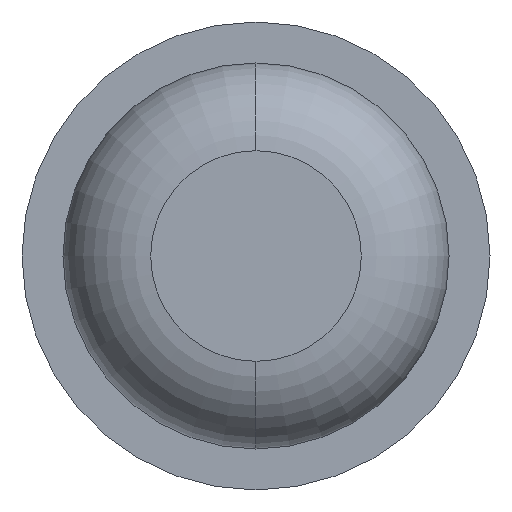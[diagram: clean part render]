
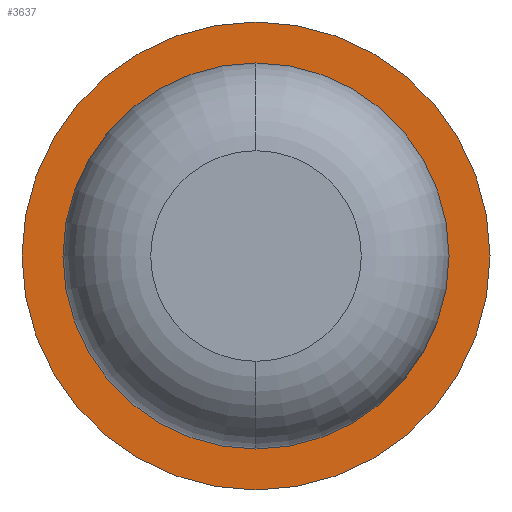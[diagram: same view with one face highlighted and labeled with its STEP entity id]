
A CAD part, front view. The second image highlights one B-rep face of the part: STEP entity #3637.
In plain terms, the highlighted planar face has unit normal (0, -1, 0).
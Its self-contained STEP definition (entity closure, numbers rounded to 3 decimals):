
#70 = CARTESIAN_POINT ( 'NONE',  ( 0.825, -3., 0. ) ) ;
#167 = DIRECTION ( 'NONE',  ( 0., 1., 0. ) ) ;
#216 = VERTEX_POINT ( 'NONE', #4282 ) ;
#259 = CIRCLE ( 'NONE', #1714, 0.825 ) ;
#359 = DIRECTION ( 'NONE',  ( -1., 0., 0. ) ) ;
#400 = EDGE_LOOP ( 'NONE', ( #2838, #3278 ) ) ;
#407 = AXIS2_PLACEMENT_3D ( 'NONE', #3057, #167, #473 ) ;
#420 = FACE_BOUND ( 'NONE', #400, .T. ) ;
#422 = DIRECTION ( 'NONE',  ( 0., 1., 0. ) ) ;
#473 = DIRECTION ( 'NONE',  ( -1., 0., 0. ) ) ;
#628 = DIRECTION ( 'NONE',  ( 0., 1., 0. ) ) ;
#687 = CARTESIAN_POINT ( 'NONE',  ( -1., -3., 0. ) ) ;
#716 = CARTESIAN_POINT ( 'NONE',  ( 0., -3., 0. ) ) ;
#1075 = VERTEX_POINT ( 'NONE', #1316 ) ;
#1086 = DIRECTION ( 'NONE',  ( 0., 1., 0. ) ) ;
#1316 = CARTESIAN_POINT ( 'NONE',  ( 1., -3., 0. ) ) ;
#1410 = FACE_OUTER_BOUND ( 'NONE', #1948, .T. ) ;
#1665 = VERTEX_POINT ( 'NONE', #687 ) ;
#1678 = ORIENTED_EDGE ( 'NONE', *, *, #3136, .F. ) ;
#1714 = AXIS2_PLACEMENT_3D ( 'NONE', #716, #1086, #359 ) ;
#1781 = ORIENTED_EDGE ( 'NONE', *, *, #2443, .F. ) ;
#1782 = EDGE_CURVE ( 'Defeature ausgef�hrt1_2+Defeature ausgef�hrt1_4+Defeature ausgef�hrt1_4+Defeature ausgef�hrt1_4', #3975, #216, #3555, .T. ) ;
#1948 = EDGE_LOOP ( 'NONE', ( #1678, #1781 ) ) ;
#2040 = CIRCLE ( 'NONE', #3633, 1. ) ;
#2166 = CARTESIAN_POINT ( 'NONE',  ( 0., -3., 0. ) ) ;
#2406 = DIRECTION ( 'NONE',  ( -1., 0., 0. ) ) ;
#2443 = EDGE_CURVE ( 'Defeature ausgef�hrt1_1+Defeature ausgef�hrt1_2+Defeature ausgef�hrt1_2+Defeature ausgef�hrt1_2', #1075, #1665, #2040, .T. ) ;
#2556 = AXIS2_PLACEMENT_3D ( 'NONE', #70, #422, #4133 ) ;
#2838 = ORIENTED_EDGE ( 'NONE', *, *, #4333, .T. ) ;
#2861 = CARTESIAN_POINT ( 'NONE',  ( 0., -3., 0. ) ) ;
#3057 = CARTESIAN_POINT ( 'NONE',  ( 0., -3., 0. ) ) ;
#3136 = EDGE_CURVE ( 'Defeature ausgef�hrt1_1+Defeature ausgef�hrt1_2+Defeature ausgef�hrt1_2+Defeature ausgef�hrt1_2', #1665, #1075, #3880, .T. ) ;
#3278 = ORIENTED_EDGE ( 'NONE', *, *, #1782, .T. ) ;
#3298 = DIRECTION ( 'NONE',  ( 0., 1., 0. ) ) ;
#3311 = DIRECTION ( 'NONE',  ( -1., 0., 0. ) ) ;
#3555 = CIRCLE ( 'NONE', #407, 0.825 ) ;
#3633 = AXIS2_PLACEMENT_3D ( 'NONE', #2861, #628, #2406 ) ;
#3637 = ADVANCED_FACE ( 'Defeature ausgef�hrt1_2', ( #1410, #420 ), #3735, .F. ) ;
#3735 = PLANE ( 'NONE',  #2556 ) ;
#3880 = CIRCLE ( 'NONE', #4515, 1. ) ;
#3975 = VERTEX_POINT ( 'NONE', #3990 ) ;
#3990 = CARTESIAN_POINT ( 'NONE',  ( 0., -3., -0.825 ) ) ;
#4133 = DIRECTION ( 'NONE',  ( -1., 0., 0. ) ) ;
#4282 = CARTESIAN_POINT ( 'NONE',  ( 0., -3., 0.825 ) ) ;
#4333 = EDGE_CURVE ( 'Defeature ausgef�hrt1_2+Defeature ausgef�hrt1_4+Defeature ausgef�hrt1_4+Defeature ausgef�hrt1_4', #216, #3975, #259, .T. ) ;
#4515 = AXIS2_PLACEMENT_3D ( 'NONE', #2166, #3298, #3311 ) ;
